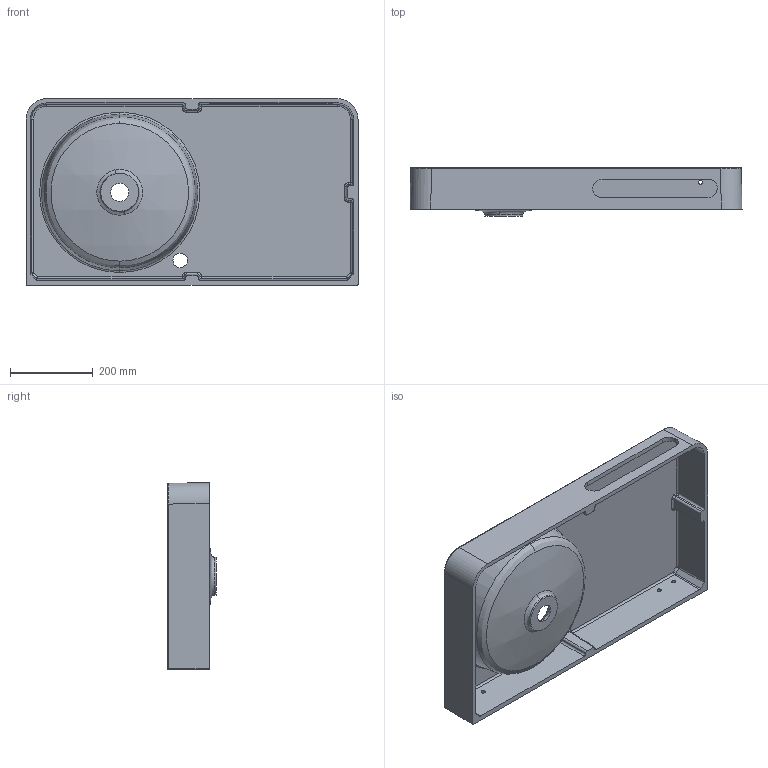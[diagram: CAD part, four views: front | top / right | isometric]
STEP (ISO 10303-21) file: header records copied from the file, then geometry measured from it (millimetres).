
FILE_DESCRIPTION (( 'STEP AP214' ), '1' );
FILE_NAME ('Loop 800.STEP', '2024-08-06T07:57:38', ( '' ), ( '' ), 'SwSTEP 2.0', 'SolidWorks 2020', '' );
FILE_SCHEMA (( 'AUTOMOTIVE_DESIGN' ));
Length unit declared in the file: millimetre
Products named in the file (1): Loop 800
Bounding box: 800 x 117 x 450 mm (x, y, z)
Volume: 7123473.6 mm3; surface area: 1283915.3 mm2
Topology: 1 solids, 1 shells, 130 faces, 311 edges, 186 vertices
Faces by surface type: cylinder 55, plane 29, bspline 20, sphere 12, cone 10, torus 4
Entity records: 8332 total; most frequent: CARTESIAN_POINT 5519, ORIENTED_EDGE 618, DIRECTION 533, EDGE_CURVE 309, AXIS2_PLACEMENT_3D 197, VERTEX_POINT 186, EDGE_LOOP 149, VECTOR 139
